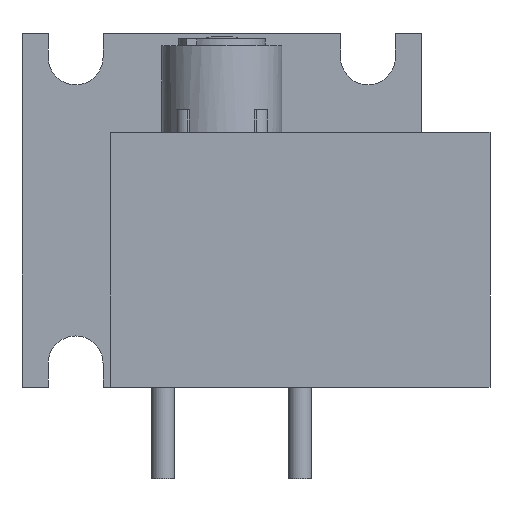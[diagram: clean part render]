
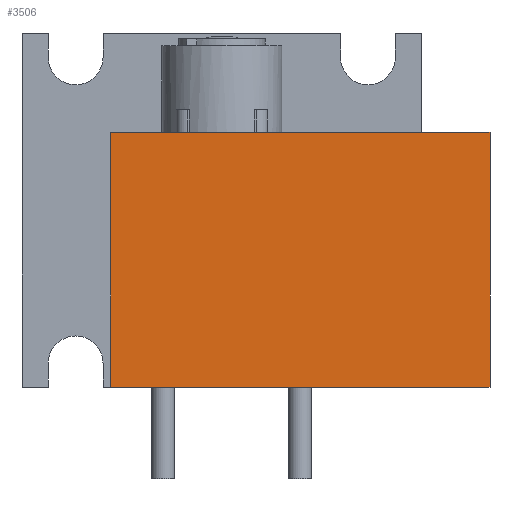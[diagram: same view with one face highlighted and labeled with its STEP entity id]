
A CAD part, front view. The second image highlights one B-rep face of the part: STEP entity #3506.
In plain terms, the highlighted planar face has unit normal (0, -1, 0).
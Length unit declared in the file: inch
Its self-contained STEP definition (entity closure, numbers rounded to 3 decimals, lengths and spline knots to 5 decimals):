
#38 = CARTESIAN_POINT ( 'NONE',  ( -0.24277, -0.71, 0.1705 ) ) ;
#118 = DIRECTION ( 'NONE',  ( 0., 0., -1. ) ) ;
#156 = CARTESIAN_POINT ( 'NONE',  ( -0.24277, -0.71, 0.1705 ) ) ;
#427 = CARTESIAN_POINT ( 'NONE',  ( -0.24277, -0.71, -0.3875 ) ) ;
#784 = DIRECTION ( 'NONE',  ( -1., 0., 0. ) ) ;
#976 = CARTESIAN_POINT ( 'NONE',  ( -0.24277, -0.71, -0.3875 ) ) ;
#1188 = ORIENTED_EDGE ( 'NONE', *, *, #4294, .T. ) ;
#1279 = LINE ( 'NONE', #5513, #1741 ) ;
#1741 = VECTOR ( 'NONE', #4048, 39.37008 ) ;
#1845 = ORIENTED_EDGE ( 'NONE', *, *, #3341, .F. ) ;
#1944 = LINE ( 'NONE', #156, #2485 ) ;
#2283 = ORIENTED_EDGE ( 'NONE', *, *, #5284, .T. ) ;
#2296 = EDGE_LOOP ( 'NONE', ( #1845, #5361, #1188, #2283 ) ) ;
#2338 = DIRECTION ( 'NONE',  ( -1., 0., 0. ) ) ;
#2449 = EDGE_CURVE ( 'NONE', #4579, #4278, #1279, .T. ) ;
#2485 = VECTOR ( 'NONE', #118, 39.37008 ) ;
#2584 = LINE ( 'NONE', #4628, #4884 ) ;
#2801 = AXIS2_PLACEMENT_3D ( 'NONE', #38, #5852, #5391 ) ;
#2830 = FACE_OUTER_BOUND ( 'NONE', #2296, .T. ) ;
#3154 = CARTESIAN_POINT ( 'NONE',  ( 0.58723, -0.71, -0.3875 ) ) ;
#3341 = EDGE_CURVE ( 'NONE', #4278, #5699, #4987, .T. ) ;
#3506 = ADVANCED_FACE ( 'NONE', ( #2830 ), #4895, .T. ) ;
#3923 = CARTESIAN_POINT ( 'NONE',  ( 0.58723, -0.71, 0.1705 ) ) ;
#3992 = VECTOR ( 'NONE', #2338, 39.37008 ) ;
#4048 = DIRECTION ( 'NONE',  ( 0., 0., -1. ) ) ;
#4278 = VERTEX_POINT ( 'NONE', #3154 ) ;
#4294 = EDGE_CURVE ( 'NONE', #4579, #4370, #2584, .T. ) ;
#4328 = CARTESIAN_POINT ( 'NONE',  ( -0.24277, -0.71, 0.1705 ) ) ;
#4370 = VERTEX_POINT ( 'NONE', #4328 ) ;
#4579 = VERTEX_POINT ( 'NONE', #3923 ) ;
#4628 = CARTESIAN_POINT ( 'NONE',  ( -0.24277, -0.71, 0.1705 ) ) ;
#4884 = VECTOR ( 'NONE', #784, 39.37008 ) ;
#4895 = PLANE ( 'NONE',  #2801 ) ;
#4987 = LINE ( 'NONE', #427, #3992 ) ;
#5284 = EDGE_CURVE ( 'NONE', #4370, #5699, #1944, .T. ) ;
#5361 = ORIENTED_EDGE ( 'NONE', *, *, #2449, .F. ) ;
#5391 = DIRECTION ( 'NONE',  ( 1., 0., 0. ) ) ;
#5513 = CARTESIAN_POINT ( 'NONE',  ( 0.58723, -0.71, 0.1705 ) ) ;
#5699 = VERTEX_POINT ( 'NONE', #976 ) ;
#5852 = DIRECTION ( 'NONE',  ( 0., -1., 0. ) ) ;
